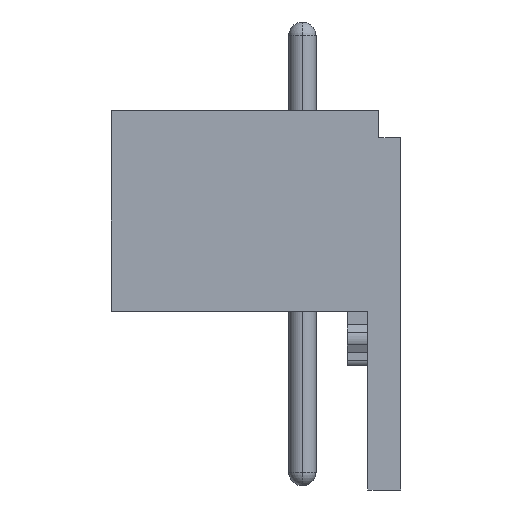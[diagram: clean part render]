
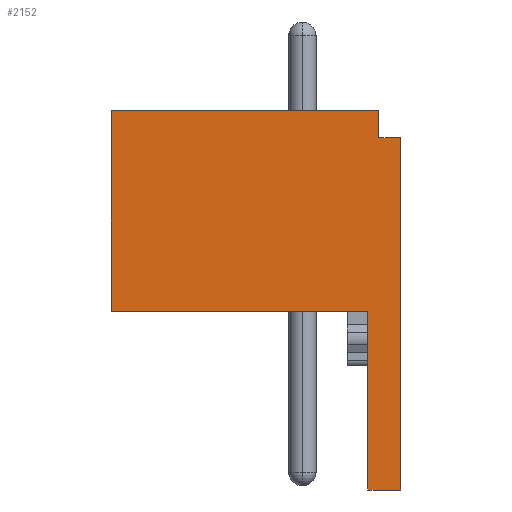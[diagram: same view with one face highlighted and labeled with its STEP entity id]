
A CAD part, front view. The second image highlights one B-rep face of the part: STEP entity #2152.
In plain terms, the highlighted planar face has unit normal (0, -1, 0).
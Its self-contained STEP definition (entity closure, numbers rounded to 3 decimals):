
#1=DIRECTION('',(1.,0.,0.));
#2=VECTOR('',#1,9.8);
#3=CARTESIAN_POINT('',(0.,0.,0.));
#4=LINE('',#3,#2);
#5=DIRECTION('',(0.,0.,-1.));
#6=VECTOR('',#5,1.);
#7=CARTESIAN_POINT('',(9.8,0.,0.));
#8=LINE('',#7,#6);
#9=DIRECTION('',(1.,0.,0.));
#10=VECTOR('',#9,0.8);
#11=CARTESIAN_POINT('',(9.8,0.,-1.));
#12=LINE('',#11,#10);
#13=DIRECTION('',(0.,0.,-1.));
#14=VECTOR('',#13,12.9);
#15=CARTESIAN_POINT('',(10.6,0.,-1.));
#16=LINE('',#15,#14);
#17=DIRECTION('',(-1.,0.,0.));
#18=VECTOR('',#17,1.2);
#19=CARTESIAN_POINT('',(10.6,0.,-13.9));
#20=LINE('',#19,#18);
#21=DIRECTION('',(0.,0.,1.));
#22=VECTOR('',#21,6.55);
#23=CARTESIAN_POINT('',(9.4,0.,-13.9));
#24=LINE('',#23,#22);
#25=DIRECTION('',(-1.,0.,0.));
#26=VECTOR('',#25,9.4);
#27=CARTESIAN_POINT('',(9.4,0.,-7.35));
#28=LINE('',#27,#26);
#29=DIRECTION('',(0.,0.,1.));
#30=VECTOR('',#29,7.35);
#31=CARTESIAN_POINT('',(0.,0.,-7.35));
#32=LINE('',#31,#30);
#1665=CARTESIAN_POINT('',(0.,0.,0.));
#1666=CARTESIAN_POINT('',(9.8,0.,0.));
#1667=VERTEX_POINT('',#1665);
#1668=VERTEX_POINT('',#1666);
#1669=CARTESIAN_POINT('',(9.8,0.,-1.));
#1670=VERTEX_POINT('',#1669);
#1671=CARTESIAN_POINT('',(10.6,0.,-1.));
#1672=VERTEX_POINT('',#1671);
#1673=CARTESIAN_POINT('',(10.6,0.,-13.9));
#1674=VERTEX_POINT('',#1673);
#1675=CARTESIAN_POINT('',(9.4,0.,-13.9));
#1676=VERTEX_POINT('',#1675);
#1677=CARTESIAN_POINT('',(9.4,0.,-7.35));
#1678=VERTEX_POINT('',#1677);
#1679=CARTESIAN_POINT('',(0.,0.,-7.35));
#1680=VERTEX_POINT('',#1679);
#2129=CARTESIAN_POINT('',(0.,0.,0.));
#2130=DIRECTION('',(0.,1.,0.));
#2131=DIRECTION('',(1.,0.,0.));
#2132=AXIS2_PLACEMENT_3D('',#2129,#2130,#2131);
#2133=PLANE('',#2132);
#2135=ORIENTED_EDGE('',*,*,#2134,.T.);
#2137=ORIENTED_EDGE('',*,*,#2136,.T.);
#2139=ORIENTED_EDGE('',*,*,#2138,.T.);
#2141=ORIENTED_EDGE('',*,*,#2140,.T.);
#2143=ORIENTED_EDGE('',*,*,#2142,.T.);
#2145=ORIENTED_EDGE('',*,*,#2144,.T.);
#2147=ORIENTED_EDGE('',*,*,#2146,.T.);
#2149=ORIENTED_EDGE('',*,*,#2148,.T.);
#2150=EDGE_LOOP('',(#2135,#2137,#2139,#2141,#2143,#2145,#2147,#2149));
#2151=FACE_OUTER_BOUND('',#2150,.F.);
#2152=ADVANCED_FACE('',(#2151),#2133,.F.);
#2134=EDGE_CURVE('',#1667,#1668,#4,.T.);
#2136=EDGE_CURVE('',#1668,#1670,#8,.T.);
#2138=EDGE_CURVE('',#1670,#1672,#12,.T.);
#2140=EDGE_CURVE('',#1672,#1674,#16,.T.);
#2142=EDGE_CURVE('',#1674,#1676,#20,.T.);
#2144=EDGE_CURVE('',#1676,#1678,#24,.T.);
#2146=EDGE_CURVE('',#1678,#1680,#28,.T.);
#2148=EDGE_CURVE('',#1680,#1667,#32,.T.);
